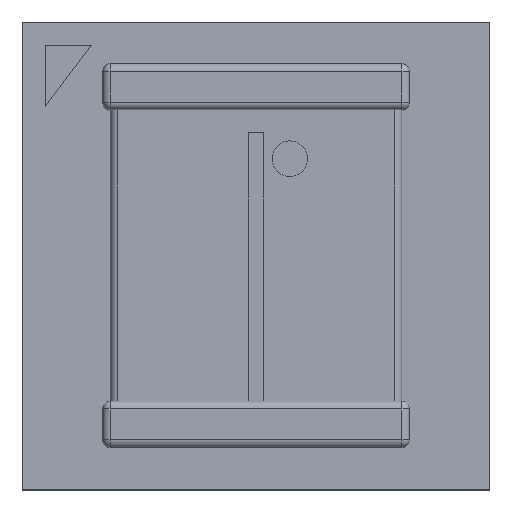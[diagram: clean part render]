
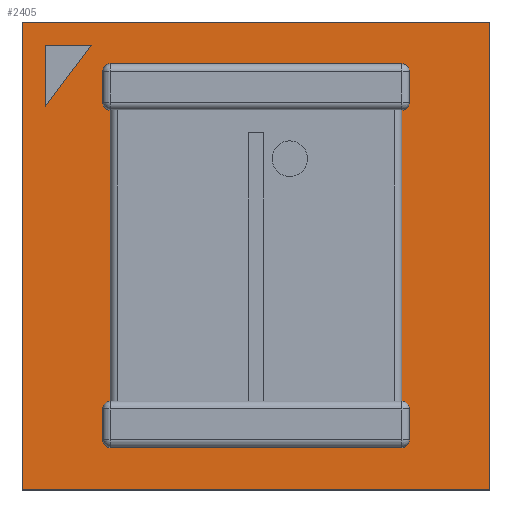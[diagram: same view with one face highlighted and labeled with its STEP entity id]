
A CAD part, top view. The second image highlights one B-rep face of the part: STEP entity #2405.
In plain terms, the highlighted planar face has unit normal (0, 0, 1).
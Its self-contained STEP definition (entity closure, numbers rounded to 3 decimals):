
#42=FACE_BOUND('',#422,.T.);
#43=FACE_BOUND('',#423,.T.);
#113=CIRCLE('',#2522,0.05);
#117=CIRCLE('',#2528,0.05);
#121=CIRCLE('',#2534,0.05);
#125=CIRCLE('',#2543,0.05);
#130=CIRCLE('',#2555,0.05);
#134=CIRCLE('',#2561,0.05);
#141=CIRCLE('',#2572,0.05);
#142=CIRCLE('',#2577,0.05);
#282=FACE_OUTER_BOUND('',#421,.T.);
#421=EDGE_LOOP('',(#2066,#2067,#2068,#2069));
#422=EDGE_LOOP('',(#2070,#2071,#2072));
#423=EDGE_LOOP('',(#2073,#2074,#2075,#2076,#2077,#2078,#2079,#2080,#2081,
#2082,#2083,#2084,#2085,#2086,#2087,#2088));
#651=LINE('',#3686,#930);
#655=LINE('',#3694,#934);
#658=LINE('',#3699,#937);
#679=LINE('',#3772,#958);
#680=LINE('',#3774,#959);
#700=LINE('',#3848,#979);
#701=LINE('',#3850,#980);
#704=LINE('',#3861,#983);
#705=LINE('',#3865,#984);
#706=LINE('',#3867,#985);
#707=LINE('',#3869,#986);
#710=LINE('',#3877,#989);
#713=LINE('',#3883,#992);
#716=LINE('',#3889,#995);
#719=LINE('',#3893,#998);
#930=VECTOR('',#2997,10.);
#934=VECTOR('',#3003,10.);
#937=VECTOR('',#3008,10.);
#958=VECTOR('',#3089,10.);
#959=VECTOR('',#3092,10.);
#979=VECTOR('',#3176,10.);
#980=VECTOR('',#3179,10.);
#983=VECTOR('',#3198,10.);
#984=VECTOR('',#3205,10.);
#985=VECTOR('',#3208,10.);
#986=VECTOR('',#3211,10.);
#989=VECTOR('',#3216,10.);
#992=VECTOR('',#3221,10.);
#995=VECTOR('',#3226,10.);
#998=VECTOR('',#3231,10.);
#1143=VERTEX_POINT('',#3684);
#1144=VERTEX_POINT('',#3685);
#1147=VERTEX_POINT('',#3693);
#1152=VERTEX_POINT('',#3710);
#1153=VERTEX_POINT('',#3711);
#1157=VERTEX_POINT('',#3723);
#1158=VERTEX_POINT('',#3724);
#1163=VERTEX_POINT('',#3738);
#1164=VERTEX_POINT('',#3739);
#1168=VERTEX_POINT('',#3761);
#1169=VERTEX_POINT('',#3762);
#1174=VERTEX_POINT('',#3786);
#1175=VERTEX_POINT('',#3787);
#1180=VERTEX_POINT('',#3801);
#1181=VERTEX_POINT('',#3802);
#1188=VERTEX_POINT('',#3824);
#1189=VERTEX_POINT('',#3825);
#1190=VERTEX_POINT('',#3840);
#1191=VERTEX_POINT('',#3841);
#1195=VERTEX_POINT('',#3874);
#1196=VERTEX_POINT('',#3876);
#1198=VERTEX_POINT('',#3882);
#1200=VERTEX_POINT('',#3888);
#1415=EDGE_CURVE('',#1143,#1144,#651,.T.);
#1419=EDGE_CURVE('',#1144,#1147,#655,.T.);
#1422=EDGE_CURVE('',#1147,#1143,#658,.T.);
#1427=EDGE_CURVE('',#1152,#1153,#113,.F.);
#1433=EDGE_CURVE('',#1157,#1158,#117,.F.);
#1440=EDGE_CURVE('',#1163,#1164,#121,.F.);
#1453=EDGE_CURVE('',#1168,#1169,#125,.F.);
#1459=EDGE_CURVE('',#1152,#1164,#679,.T.);
#1460=EDGE_CURVE('',#1163,#1169,#680,.T.);
#1465=EDGE_CURVE('',#1174,#1175,#130,.F.);
#1472=EDGE_CURVE('',#1180,#1181,#134,.F.);
#1483=EDGE_CURVE('',#1188,#1189,#141,.F.);
#1493=EDGE_CURVE('',#1190,#1191,#142,.F.);
#1497=EDGE_CURVE('',#1180,#1189,#700,.T.);
#1498=EDGE_CURVE('',#1188,#1191,#701,.T.);
#1504=EDGE_CURVE('',#1175,#1168,#704,.T.);
#1505=EDGE_CURVE('',#1158,#1190,#705,.T.);
#1506=EDGE_CURVE('',#1174,#1181,#706,.T.);
#1507=EDGE_CURVE('',#1157,#1153,#707,.T.);
#1510=EDGE_CURVE('',#1196,#1195,#710,.T.);
#1513=EDGE_CURVE('',#1198,#1196,#713,.T.);
#1516=EDGE_CURVE('',#1200,#1198,#716,.T.);
#1519=EDGE_CURVE('',#1195,#1200,#719,.T.);
#2066=ORIENTED_EDGE('',*,*,#1519,.T.);
#2067=ORIENTED_EDGE('',*,*,#1516,.T.);
#2068=ORIENTED_EDGE('',*,*,#1513,.T.);
#2069=ORIENTED_EDGE('',*,*,#1510,.T.);
#2070=ORIENTED_EDGE('',*,*,#1415,.T.);
#2071=ORIENTED_EDGE('',*,*,#1419,.T.);
#2072=ORIENTED_EDGE('',*,*,#1422,.T.);
#2073=ORIENTED_EDGE('',*,*,#1498,.T.);
#2074=ORIENTED_EDGE('',*,*,#1493,.F.);
#2075=ORIENTED_EDGE('',*,*,#1505,.F.);
#2076=ORIENTED_EDGE('',*,*,#1433,.F.);
#2077=ORIENTED_EDGE('',*,*,#1507,.T.);
#2078=ORIENTED_EDGE('',*,*,#1427,.F.);
#2079=ORIENTED_EDGE('',*,*,#1459,.T.);
#2080=ORIENTED_EDGE('',*,*,#1440,.F.);
#2081=ORIENTED_EDGE('',*,*,#1460,.T.);
#2082=ORIENTED_EDGE('',*,*,#1453,.F.);
#2083=ORIENTED_EDGE('',*,*,#1504,.F.);
#2084=ORIENTED_EDGE('',*,*,#1465,.F.);
#2085=ORIENTED_EDGE('',*,*,#1506,.T.);
#2086=ORIENTED_EDGE('',*,*,#1472,.F.);
#2087=ORIENTED_EDGE('',*,*,#1497,.T.);
#2088=ORIENTED_EDGE('',*,*,#1483,.F.);
#2267=PLANE('',#2597);
#2405=ADVANCED_FACE('',(#282,#42,#43),#2267,.T.);
#2522=AXIS2_PLACEMENT_3D('',#3712,#3022,#3023);
#2528=AXIS2_PLACEMENT_3D('',#3725,#3036,#3037);
#2534=AXIS2_PLACEMENT_3D('',#3740,#3051,#3052);
#2543=AXIS2_PLACEMENT_3D('',#3763,#3078,#3079);
#2555=AXIS2_PLACEMENT_3D('',#3788,#3109,#3110);
#2561=AXIS2_PLACEMENT_3D('',#3803,#3124,#3125);
#2572=AXIS2_PLACEMENT_3D('',#3826,#3150,#3151);
#2577=AXIS2_PLACEMENT_3D('',#3842,#3169,#3170);
#2597=AXIS2_PLACEMENT_3D('',#3894,#3232,#3233);
#2997=DIRECTION('',(0.,1.,0.));
#3003=DIRECTION('',(1.,0.,0.));
#3008=DIRECTION('',(-0.6,-0.8,0.));
#3022=DIRECTION('center_axis',(0.,0.,-1.));
#3023=DIRECTION('ref_axis',(-0.707,0.707,0.));
#3036=DIRECTION('center_axis',(0.,0.,-1.));
#3037=DIRECTION('ref_axis',(-0.707,-0.707,0.));
#3051=DIRECTION('center_axis',(0.,0.,-1.));
#3052=DIRECTION('ref_axis',(0.707,0.707,0.));
#3078=DIRECTION('center_axis',(0.,0.,-1.));
#3079=DIRECTION('ref_axis',(0.707,-0.707,0.));
#3089=DIRECTION('',(1.,0.,0.));
#3092=DIRECTION('',(0.,-1.,0.));
#3109=DIRECTION('center_axis',(0.,0.,-1.));
#3110=DIRECTION('ref_axis',(0.707,0.707,0.));
#3124=DIRECTION('center_axis',(0.,0.,-1.));
#3125=DIRECTION('ref_axis',(0.707,-0.707,0.));
#3150=DIRECTION('center_axis',(0.,0.,-1.));
#3151=DIRECTION('ref_axis',(-0.707,-0.707,0.));
#3169=DIRECTION('center_axis',(0.,0.,-1.));
#3170=DIRECTION('ref_axis',(-0.707,0.707,0.));
#3176=DIRECTION('',(-1.,0.,0.));
#3179=DIRECTION('',(0.,1.,0.));
#3198=DIRECTION('',(0.,1.,0.));
#3205=DIRECTION('',(0.,-1.,0.));
#3208=DIRECTION('',(0.,-1.,0.));
#3211=DIRECTION('',(0.,1.,0.));
#3216=DIRECTION('',(0.,1.,0.));
#3221=DIRECTION('',(1.,0.,0.));
#3226=DIRECTION('',(0.,-1.,0.));
#3231=DIRECTION('',(-1.,0.,0.));
#3232=DIRECTION('center_axis',(0.,0.,1.));
#3233=DIRECTION('ref_axis',(1.,0.,0.));
#3684=CARTESIAN_POINT('',(-1.375,0.975,0.59));
#3685=CARTESIAN_POINT('',(-1.375,1.375,0.59));
#3686=CARTESIAN_POINT('',(-1.375,0.688,0.59));
#3693=CARTESIAN_POINT('',(-1.075,1.375,0.59));
#3694=CARTESIAN_POINT('',(-0.538,1.375,0.59));
#3699=CARTESIAN_POINT('',(-1.362,0.993,0.59));
#3710=CARTESIAN_POINT('',(-0.95,1.25,0.59));
#3711=CARTESIAN_POINT('',(-1.,1.2,0.59));
#3712=CARTESIAN_POINT('Origin',(-0.95,1.2,0.59));
#3723=CARTESIAN_POINT('',(-1.,1.,0.59));
#3724=CARTESIAN_POINT('',(-0.95,0.95,0.59));
#3725=CARTESIAN_POINT('Origin',(-0.95,1.,0.59));
#3738=CARTESIAN_POINT('',(1.,1.2,0.59));
#3739=CARTESIAN_POINT('',(0.95,1.25,0.59));
#3740=CARTESIAN_POINT('Origin',(0.95,1.2,0.59));
#3761=CARTESIAN_POINT('',(0.95,0.95,0.59));
#3762=CARTESIAN_POINT('',(1.,1.,0.59));
#3763=CARTESIAN_POINT('Origin',(0.95,1.,0.59));
#3772=CARTESIAN_POINT('',(0.5,1.25,0.59));
#3774=CARTESIAN_POINT('',(1.,-0.625,0.59));
#3786=CARTESIAN_POINT('',(1.,-1.,0.59));
#3787=CARTESIAN_POINT('',(0.95,-0.95,0.59));
#3788=CARTESIAN_POINT('Origin',(0.95,-1.,0.59));
#3801=CARTESIAN_POINT('',(0.95,-1.25,0.59));
#3802=CARTESIAN_POINT('',(1.,-1.2,0.59));
#3803=CARTESIAN_POINT('Origin',(0.95,-1.2,0.59));
#3824=CARTESIAN_POINT('',(-1.,-1.2,0.59));
#3825=CARTESIAN_POINT('',(-0.95,-1.25,0.59));
#3826=CARTESIAN_POINT('Origin',(-0.95,-1.2,0.59));
#3840=CARTESIAN_POINT('',(-0.95,-0.95,0.59));
#3841=CARTESIAN_POINT('',(-1.,-1.,0.59));
#3842=CARTESIAN_POINT('Origin',(-0.95,-1.,0.59));
#3848=CARTESIAN_POINT('',(-0.5,-1.25,0.59));
#3850=CARTESIAN_POINT('',(-1.,0.625,0.59));
#3861=CARTESIAN_POINT('',(0.95,-0.475,0.59));
#3865=CARTESIAN_POINT('',(-0.95,0.475,0.59));
#3867=CARTESIAN_POINT('',(1.,-0.625,0.59));
#3869=CARTESIAN_POINT('',(-1.,0.625,0.59));
#3874=CARTESIAN_POINT('',(1.525,1.525,0.59));
#3876=CARTESIAN_POINT('',(1.525,-1.525,0.59));
#3877=CARTESIAN_POINT('',(1.525,1.525,0.59));
#3882=CARTESIAN_POINT('',(-1.525,-1.525,0.59));
#3883=CARTESIAN_POINT('',(1.525,-1.525,0.59));
#3888=CARTESIAN_POINT('',(-1.525,1.525,0.59));
#3889=CARTESIAN_POINT('',(-1.525,-1.525,0.59));
#3893=CARTESIAN_POINT('',(-1.525,1.525,0.59));
#3894=CARTESIAN_POINT('Origin',(0.,0.,0.59));
